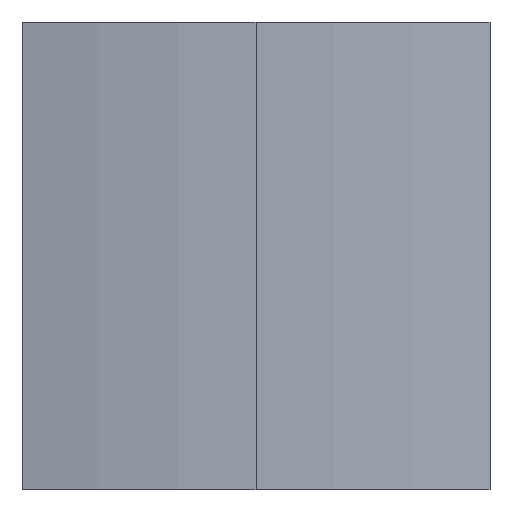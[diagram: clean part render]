
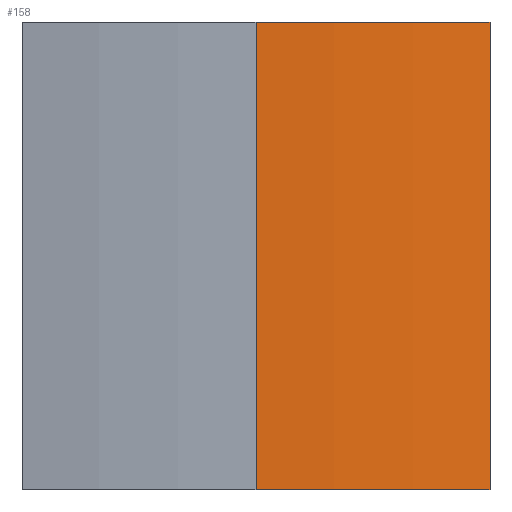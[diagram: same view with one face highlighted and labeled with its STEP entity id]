
A CAD part, left-side view. The second image highlights one B-rep face of the part: STEP entity #158.
In plain terms, the highlighted cylindrical face has radius 25.85 mm (diameter 51.7 mm), a partial arc.
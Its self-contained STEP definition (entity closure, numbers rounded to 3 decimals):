
#5 = VECTOR ( 'NONE', #23, 1000. ) ;
#7 = CIRCLE ( 'NONE', #240, 25.85 ) ;
#10 = CARTESIAN_POINT ( 'NONE',  ( 0., 0., 10. ) ) ;
#11 = DIRECTION ( 'NONE',  ( 1., 0., 0. ) ) ;
#23 = DIRECTION ( 'NONE',  ( 0., 0., -1. ) ) ;
#27 = DIRECTION ( 'NONE',  ( 0., 0., -1. ) ) ;
#29 = EDGE_CURVE ( 'NONE', #65, #89, #271, .T. ) ;
#42 = ORIENTED_EDGE ( 'NONE', *, *, #229, .F. ) ;
#43 = CARTESIAN_POINT ( 'NONE',  ( -25.362, -5., 0. ) ) ;
#45 = EDGE_LOOP ( 'NONE', ( #42, #88, #245, #146 ) ) ;
#46 = DIRECTION ( 'NONE',  ( 1., 0., 0. ) ) ;
#47 = CARTESIAN_POINT ( 'NONE',  ( -25.362, -5., 10. ) ) ;
#53 = DIRECTION ( 'NONE',  ( 0., 0., -1. ) ) ;
#59 = CARTESIAN_POINT ( 'NONE',  ( -25.85, 0., 0. ) ) ;
#63 = LINE ( 'NONE', #104, #5 ) ;
#65 = VERTEX_POINT ( 'NONE', #59 ) ;
#72 = CARTESIAN_POINT ( 'NONE',  ( -25.362, -5., 10. ) ) ;
#76 = DIRECTION ( 'NONE',  ( -1., 0., 0. ) ) ;
#83 = CARTESIAN_POINT ( 'NONE',  ( 0., 0., 0. ) ) ;
#87 = EDGE_CURVE ( 'NONE', #233, #65, #63, .T. ) ;
#88 = ORIENTED_EDGE ( 'NONE', *, *, #87, .T. ) ;
#89 = VERTEX_POINT ( 'NONE', #43 ) ;
#96 = CARTESIAN_POINT ( 'NONE',  ( -25.85, 0., 10. ) ) ;
#104 = CARTESIAN_POINT ( 'NONE',  ( -25.85, 0., 10. ) ) ;
#134 = EDGE_CURVE ( 'NONE', #194, #89, #192, .T. ) ;
#135 = VECTOR ( 'NONE', #27, 1000. ) ;
#146 = ORIENTED_EDGE ( 'NONE', *, *, #134, .F. ) ;
#149 = DIRECTION ( 'NONE',  ( 0., 0., 1. ) ) ;
#156 = AXIS2_PLACEMENT_3D ( 'NONE', #83, #149, #46 ) ;
#158 = ADVANCED_FACE ( 'NONE', ( #263 ), #199, .T. ) ;
#160 = DIRECTION ( 'NONE',  ( 0., 0., 1. ) ) ;
#170 = AXIS2_PLACEMENT_3D ( 'NONE', #220, #53, #76 ) ;
#192 = LINE ( 'NONE', #47, #135 ) ;
#194 = VERTEX_POINT ( 'NONE', #72 ) ;
#199 = CYLINDRICAL_SURFACE ( 'NONE', #170, 25.85 ) ;
#220 = CARTESIAN_POINT ( 'NONE',  ( 0., 0., 10. ) ) ;
#229 = EDGE_CURVE ( 'NONE', #233, #194, #7, .T. ) ;
#233 = VERTEX_POINT ( 'NONE', #96 ) ;
#240 = AXIS2_PLACEMENT_3D ( 'NONE', #10, #160, #11 ) ;
#245 = ORIENTED_EDGE ( 'NONE', *, *, #29, .T. ) ;
#263 = FACE_OUTER_BOUND ( 'NONE', #45, .T. ) ;
#271 = CIRCLE ( 'NONE', #156, 25.85 ) ;
